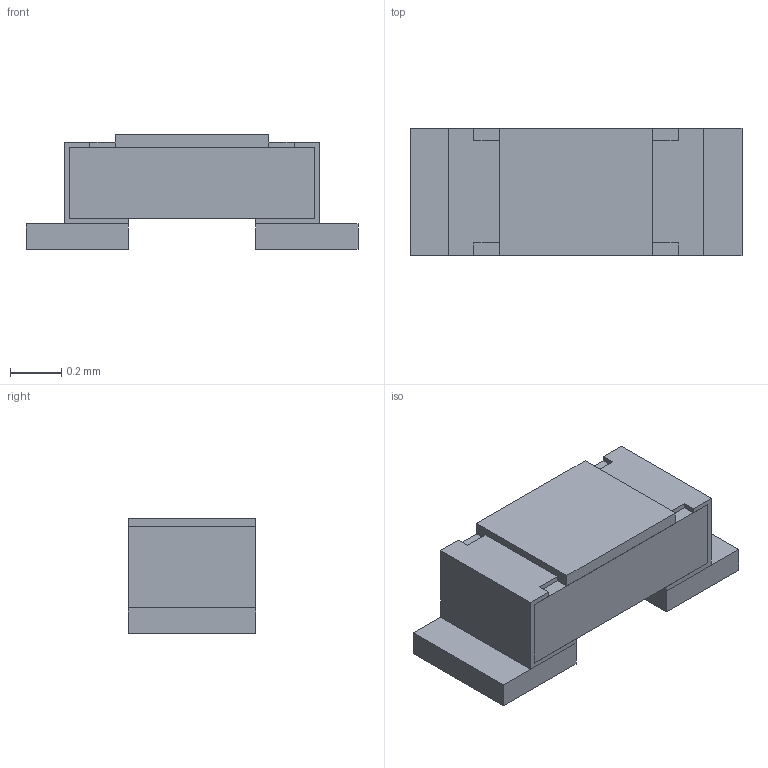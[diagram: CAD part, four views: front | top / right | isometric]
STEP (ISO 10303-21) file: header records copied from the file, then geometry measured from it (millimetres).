
FILE_DESCRIPTION(/* description */ ('Unknown'),/* implementation_level */ '2;1');
FILE_NAME(/* name */ 'WRIS-KSKE_0402',/* time_stamp */ '2018-11-14T08:30:35+01:00',/* author */ ('Unknown'),/* organization */ ('Unknown'),/* preprocessor_version */ 'ST-DEVELOPER v16.7',/* originating_system */ 'DEX',/* authorisation */ $);
FILE_SCHEMA (('AUTOMOTIVE_DESIGN {1 0 10303 214 3 1 1}'));
Length unit declared in the file: millimetre
Products named in the file (6): 0402_sp; 0402; Body; Pins; Cover; Pad
Assembly tree (5 placements, depth 3):
  0402_sp
    0402
      Body
      Pins
      Cover
    Pad
Bounding box: 1.3 x 0.5 x 0.45 mm (x, y, z)
Volume: 0.2 mm3; surface area: 5.2 mm2
Topology: 6 solids, 6 shells, 52 faces, 120 edges, 80 vertices
Faces by surface type: plane 52
Entity records: 1603 total; most frequent: CARTESIAN_POINT 258, ORIENTED_EDGE 240, DIRECTION 236, EDGE_CURVE 120, LINE 120, VECTOR 120, VERTEX_POINT 80, AXIS2_PLACEMENT_3D 58
